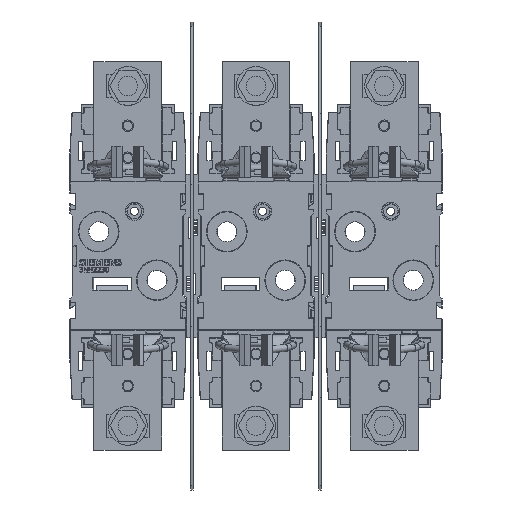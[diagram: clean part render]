
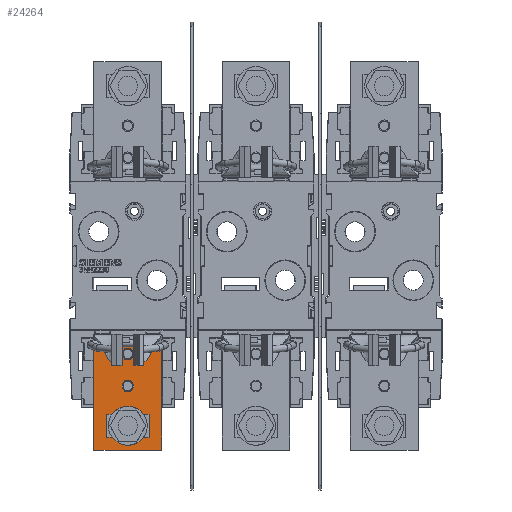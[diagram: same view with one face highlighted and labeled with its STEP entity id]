
A CAD part, top view. The second image highlights one B-rep face of the part: STEP entity #24264.
In plain terms, the highlighted planar face has unit normal (0, 0, 1).
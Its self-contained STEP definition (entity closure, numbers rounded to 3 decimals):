
#24264=ADVANCED_FACE('',(#44937,#44938,#44939,#44940),#27500,.T.);
#27500=PLANE('',#88859);
#30593=LINE('',#124679,#38028);
#30594=LINE('',#124681,#38029);
#30595=LINE('',#124683,#38030);
#30596=LINE('',#124685,#38031);
#30597=LINE('',#124687,#38032);
#30598=LINE('',#124688,#38033);
#30599=LINE('',#124690,#38034);
#30600=LINE('',#124692,#38035);
#30601=LINE('',#124694,#38036);
#30602=LINE('',#124696,#38037);
#30603=LINE('',#124701,#38038);
#30604=LINE('',#124704,#38039);
#30605=LINE('',#124706,#38040);
#30606=LINE('',#124708,#38041);
#30607=LINE('',#124710,#38042);
#30608=LINE('',#124712,#38043);
#30609=LINE('',#124714,#38044);
#30610=LINE('',#124716,#38045);
#38028=VECTOR('',#94311,1.);
#38029=VECTOR('',#94312,1.);
#38030=VECTOR('',#94313,1.);
#38031=VECTOR('',#94314,1.);
#38032=VECTOR('',#94315,1.);
#38033=VECTOR('',#94316,1.);
#38034=VECTOR('',#94317,1.);
#38035=VECTOR('',#94318,1.);
#38036=VECTOR('',#94319,1.);
#38037=VECTOR('',#94320,1.);
#38038=VECTOR('',#94325,1.);
#38039=VECTOR('',#94326,1.);
#38040=VECTOR('',#94327,1.);
#38041=VECTOR('',#94328,1.);
#38042=VECTOR('',#94329,1.);
#38043=VECTOR('',#94330,1.);
#38044=VECTOR('',#94331,1.);
#38045=VECTOR('',#94332,1.);
#44937=FACE_BOUND('',#45928,.T.);
#44938=FACE_BOUND('',#45929,.T.);
#44939=FACE_BOUND('',#45930,.T.);
#44940=FACE_BOUND('',#45931,.T.);
#45928=EDGE_LOOP('',(#50930,#50931,#50932,#50933,#50934,#50935,#50936,#50937,
#50938,#50939,#50940,#50941));
#45929=EDGE_LOOP('',(#50942));
#45930=EDGE_LOOP('',(#50943));
#45931=EDGE_LOOP('',(#50944,#50945,#50946,#50947,#50948,#50949,#50950,#50951));
#50930=ORIENTED_EDGE('',*,*,#74945,.F.);
#50931=ORIENTED_EDGE('',*,*,#74947,.F.);
#50932=ORIENTED_EDGE('',*,*,#74948,.F.);
#50933=ORIENTED_EDGE('',*,*,#74949,.F.);
#50934=ORIENTED_EDGE('',*,*,#74950,.F.);
#50935=ORIENTED_EDGE('',*,*,#74951,.F.);
#50936=ORIENTED_EDGE('',*,*,#74946,.F.);
#50937=ORIENTED_EDGE('',*,*,#74952,.F.);
#50938=ORIENTED_EDGE('',*,*,#74953,.F.);
#50939=ORIENTED_EDGE('',*,*,#74954,.F.);
#50940=ORIENTED_EDGE('',*,*,#74955,.F.);
#50941=ORIENTED_EDGE('',*,*,#74956,.F.);
#50942=ORIENTED_EDGE('',*,*,#74957,.F.);
#50943=ORIENTED_EDGE('',*,*,#74958,.F.);
#50944=ORIENTED_EDGE('',*,*,#74959,.T.);
#50945=ORIENTED_EDGE('',*,*,#74960,.T.);
#50946=ORIENTED_EDGE('',*,*,#74961,.T.);
#50947=ORIENTED_EDGE('',*,*,#74962,.T.);
#50948=ORIENTED_EDGE('',*,*,#74963,.F.);
#50949=ORIENTED_EDGE('',*,*,#74964,.F.);
#50950=ORIENTED_EDGE('',*,*,#74965,.T.);
#50951=ORIENTED_EDGE('',*,*,#74966,.F.);
#68483=VERTEX_POINT('',#124662);
#68484=VERTEX_POINT('',#124663);
#68485=VERTEX_POINT('',#124667);
#68486=VERTEX_POINT('',#124668);
#68489=VERTEX_POINT('',#124680);
#68490=VERTEX_POINT('',#124682);
#68491=VERTEX_POINT('',#124684);
#68492=VERTEX_POINT('',#124686);
#68493=VERTEX_POINT('',#124689);
#68494=VERTEX_POINT('',#124691);
#68495=VERTEX_POINT('',#124693);
#68496=VERTEX_POINT('',#124695);
#68497=VERTEX_POINT('',#124698);
#68498=VERTEX_POINT('',#124700);
#68499=VERTEX_POINT('',#124702);
#68500=VERTEX_POINT('',#124703);
#68501=VERTEX_POINT('',#124705);
#68502=VERTEX_POINT('',#124707);
#68503=VERTEX_POINT('',#124709);
#68504=VERTEX_POINT('',#124711);
#68505=VERTEX_POINT('',#124713);
#68506=VERTEX_POINT('',#124715);
#74945=EDGE_CURVE('',#68483,#68486,#83456,.T.);
#74946=EDGE_CURVE('',#68485,#68484,#83457,.T.);
#74947=EDGE_CURVE('',#68489,#68483,#30593,.T.);
#74948=EDGE_CURVE('',#68490,#68489,#30594,.T.);
#74949=EDGE_CURVE('',#68491,#68490,#30595,.T.);
#74950=EDGE_CURVE('',#68492,#68491,#30596,.T.);
#74951=EDGE_CURVE('',#68484,#68492,#30597,.T.);
#74952=EDGE_CURVE('',#68493,#68485,#30598,.T.);
#74953=EDGE_CURVE('',#68494,#68493,#30599,.T.);
#74954=EDGE_CURVE('',#68495,#68494,#30600,.T.);
#74955=EDGE_CURVE('',#68496,#68495,#30601,.T.);
#74956=EDGE_CURVE('',#68486,#68496,#30602,.T.);
#74957=EDGE_CURVE('',#68497,#68497,#83458,.T.);
#74958=EDGE_CURVE('',#68498,#68498,#83459,.T.);
#74959=EDGE_CURVE('',#68499,#68500,#30603,.T.);
#74960=EDGE_CURVE('',#68500,#68501,#30604,.T.);
#74961=EDGE_CURVE('',#68501,#68502,#30605,.T.);
#74962=EDGE_CURVE('',#68502,#68503,#30606,.T.);
#74963=EDGE_CURVE('',#68504,#68503,#30607,.T.);
#74964=EDGE_CURVE('',#68505,#68504,#30608,.T.);
#74965=EDGE_CURVE('',#68505,#68506,#30609,.T.);
#74966=EDGE_CURVE('',#68499,#68506,#30610,.T.);
#83456=CIRCLE('',#88854,10.);
#83457=CIRCLE('',#88855,10.);
#83458=CIRCLE('',#88857,3.);
#83459=CIRCLE('',#88858,3.);
#88854=AXIS2_PLACEMENT_3D('',#124676,#94305,#94306);
#88855=AXIS2_PLACEMENT_3D('',#124677,#94307,#94308);
#88857=AXIS2_PLACEMENT_3D('',#124697,#94321,#94322);
#88858=AXIS2_PLACEMENT_3D('',#124699,#94323,#94324);
#88859=AXIS2_PLACEMENT_3D('',#124717,#94333,#94334);
#94305=DIRECTION('',(0.,0.,1.));
#94306=DIRECTION('',(0.,1.,0.));
#94307=DIRECTION('',(0.,0.,1.));
#94308=DIRECTION('',(0.,1.,0.));
#94311=DIRECTION('',(0.,-1.,0.));
#94312=DIRECTION('',(-1.,0.,0.));
#94313=DIRECTION('',(0.,1.,0.));
#94314=DIRECTION('',(1.,0.,0.));
#94315=DIRECTION('',(0.,-1.,0.));
#94316=DIRECTION('',(0.,1.,0.));
#94317=DIRECTION('',(1.,0.,0.));
#94318=DIRECTION('',(0.,-1.,0.));
#94319=DIRECTION('',(-1.,0.,0.));
#94320=DIRECTION('',(0.,1.,0.));
#94321=DIRECTION('',(0.,0.,1.));
#94322=DIRECTION('',(0.,1.,0.));
#94323=DIRECTION('',(0.,0.,1.));
#94324=DIRECTION('',(0.,1.,0.));
#94325=DIRECTION('',(-1.,0.,0.));
#94326=DIRECTION('',(0.,1.,0.));
#94327=DIRECTION('',(-1.,0.,0.));
#94328=DIRECTION('',(0.,-1.,0.));
#94329=DIRECTION('',(-1.,0.,0.));
#94330=DIRECTION('',(0.,-1.,0.));
#94331=DIRECTION('',(-1.,0.,0.));
#94332=DIRECTION('',(0.,1.,0.));
#94333=DIRECTION('',(0.,0.,1.));
#94334=DIRECTION('',(-1.,0.,0.));
#124662=CARTESIAN_POINT('',(38.45,38.186,38.));
#124663=CARTESIAN_POINT('',(38.45,27.814,38.));
#124667=CARTESIAN_POINT('',(21.35,27.814,38.));
#124668=CARTESIAN_POINT('',(21.35,38.186,38.));
#124676=CARTESIAN_POINT('',(29.9,33.,38.));
#124677=CARTESIAN_POINT('',(29.9,33.,38.));
#124679=CARTESIAN_POINT('',(38.45,213.95,38.));
#124680=CARTESIAN_POINT('',(38.45,38.95,38.));
#124681=CARTESIAN_POINT('',(21.35,38.95,38.));
#124682=CARTESIAN_POINT('',(40.85,38.95,38.));
#124683=CARTESIAN_POINT('',(40.85,202.05,38.));
#124684=CARTESIAN_POINT('',(40.85,27.05,38.));
#124685=CARTESIAN_POINT('',(18.95,27.05,38.));
#124686=CARTESIAN_POINT('',(38.45,27.05,38.));
#124687=CARTESIAN_POINT('',(38.45,213.95,38.));
#124688=CARTESIAN_POINT('',(21.35,202.05,38.));
#124689=CARTESIAN_POINT('',(21.35,27.05,38.));
#124690=CARTESIAN_POINT('',(18.95,27.05,38.));
#124691=CARTESIAN_POINT('',(18.95,27.05,38.));
#124692=CARTESIAN_POINT('',(18.95,213.95,38.));
#124693=CARTESIAN_POINT('',(18.95,38.95,38.));
#124694=CARTESIAN_POINT('',(21.35,38.95,38.));
#124695=CARTESIAN_POINT('',(21.35,38.95,38.));
#124696=CARTESIAN_POINT('',(21.35,202.05,38.));
#124697=CARTESIAN_POINT('',(29.9,53.5,38.));
#124698=CARTESIAN_POINT('',(29.9,56.5,38.));
#124699=CARTESIAN_POINT('',(29.9,70.,38.));
#124700=CARTESIAN_POINT('',(29.9,73.,38.));
#124701=CARTESIAN_POINT('',(161.9,75.5,38.));
#124702=CARTESIAN_POINT('',(33.4,75.5,38.));
#124703=CARTESIAN_POINT('',(26.4,75.5,38.));
#124704=CARTESIAN_POINT('',(26.4,208.,38.));
#124705=CARTESIAN_POINT('',(26.4,77.5,38.));
#124706=CARTESIAN_POINT('',(161.9,77.5,38.));
#124707=CARTESIAN_POINT('',(12.4,77.5,38.));
#124708=CARTESIAN_POINT('',(12.4,208.,38.));
#124709=CARTESIAN_POINT('',(12.4,20.5,38.));
#124710=CARTESIAN_POINT('',(47.4,20.5,38.));
#124711=CARTESIAN_POINT('',(47.4,20.5,38.));
#124712=CARTESIAN_POINT('',(47.4,163.5,38.));
#124713=CARTESIAN_POINT('',(47.4,77.5,38.));
#124714=CARTESIAN_POINT('',(161.9,77.5,38.));
#124715=CARTESIAN_POINT('',(33.4,77.5,38.));
#124716=CARTESIAN_POINT('',(33.4,161.,38.));
#124717=CARTESIAN_POINT('',(161.9,208.,38.));
